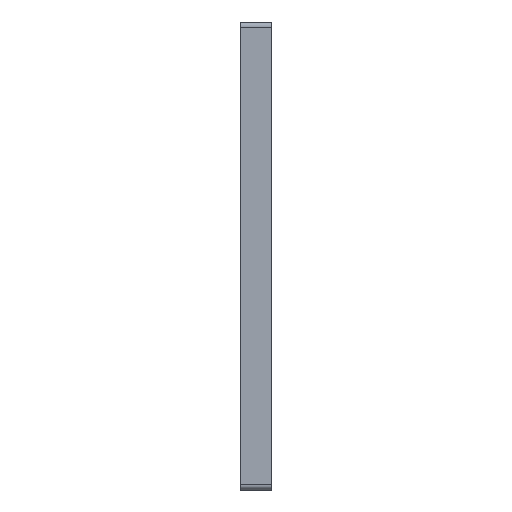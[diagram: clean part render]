
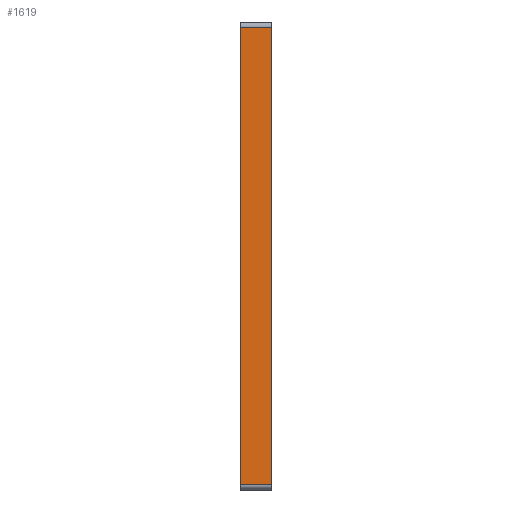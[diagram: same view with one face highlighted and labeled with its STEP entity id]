
A CAD part, left-side view. The second image highlights one B-rep face of the part: STEP entity #1619.
In plain terms, the highlighted planar face has unit normal (-1, 0, 0).
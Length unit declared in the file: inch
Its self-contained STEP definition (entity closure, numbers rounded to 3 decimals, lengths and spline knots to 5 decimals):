
#117 = LINE ( 'NONE', #1931, #1002 ) ;
#161 = DIRECTION ( 'NONE',  ( 1., 0., 0. ) ) ;
#170 = DIRECTION ( 'NONE',  ( 0., 0., -1. ) ) ;
#204 = PLANE ( 'NONE',  #1035 ) ;
#359 = EDGE_CURVE ( 'NONE', #378, #964, #1372, .T. ) ;
#377 = DIRECTION ( 'NONE',  ( 0., 0., 1. ) ) ;
#378 = VERTEX_POINT ( 'NONE', #1655 ) ;
#493 = LINE ( 'NONE', #495, #2276 ) ;
#495 = CARTESIAN_POINT ( 'NONE',  ( 0., 0.1875, -2.71875 ) ) ;
#832 = CARTESIAN_POINT ( 'NONE',  ( 0., 0., 0. ) ) ;
#866 = EDGE_CURVE ( 'NONE', #2060, #1168, #1489, .T. ) ;
#964 = VERTEX_POINT ( 'NONE', #1467 ) ;
#1002 = VECTOR ( 'NONE', #1792, 39.37008 ) ;
#1035 = AXIS2_PLACEMENT_3D ( 'NONE', #2162, #161, #170 ) ;
#1090 = FACE_OUTER_BOUND ( 'NONE', #1450, .T. ) ;
#1108 = ORIENTED_EDGE ( 'NONE', *, *, #359, .T. ) ;
#1168 = VERTEX_POINT ( 'NONE', #1796 ) ;
#1311 = DIRECTION ( 'NONE',  ( 0., -1., 0. ) ) ;
#1343 = ORIENTED_EDGE ( 'NONE', *, *, #1692, .T. ) ;
#1372 = LINE ( 'NONE', #832, #1878 ) ;
#1386 = CARTESIAN_POINT ( 'NONE',  ( 0., 0.1875, 0. ) ) ;
#1434 = VECTOR ( 'NONE', #377, 39.37008 ) ;
#1450 = EDGE_LOOP ( 'NONE', ( #1108, #1731, #2023, #1343 ) ) ;
#1467 = CARTESIAN_POINT ( 'NONE',  ( 0., 0., -0.03125 ) ) ;
#1489 = LINE ( 'NONE', #1386, #1434 ) ;
#1619 = ADVANCED_FACE ( 'NONE', ( #1090 ), #204, .F. ) ;
#1655 = CARTESIAN_POINT ( 'NONE',  ( 0., 0., -2.71875 ) ) ;
#1692 = EDGE_CURVE ( 'NONE', #2060, #378, #493, .T. ) ;
#1731 = ORIENTED_EDGE ( 'NONE', *, *, #1787, .T. ) ;
#1787 = EDGE_CURVE ( 'NONE', #964, #1168, #117, .T. ) ;
#1792 = DIRECTION ( 'NONE',  ( 0., 1., 0. ) ) ;
#1796 = CARTESIAN_POINT ( 'NONE',  ( 0., 0.1875, -0.03125 ) ) ;
#1847 = CARTESIAN_POINT ( 'NONE',  ( 0., 0.1875, -2.71875 ) ) ;
#1878 = VECTOR ( 'NONE', #2192, 39.37008 ) ;
#1931 = CARTESIAN_POINT ( 'NONE',  ( 0., 0.1875, -0.03125 ) ) ;
#2023 = ORIENTED_EDGE ( 'NONE', *, *, #866, .F. ) ;
#2060 = VERTEX_POINT ( 'NONE', #1847 ) ;
#2162 = CARTESIAN_POINT ( 'NONE',  ( 0., 0.1875, 0. ) ) ;
#2192 = DIRECTION ( 'NONE',  ( 0., 0., 1. ) ) ;
#2276 = VECTOR ( 'NONE', #1311, 39.37008 ) ;
